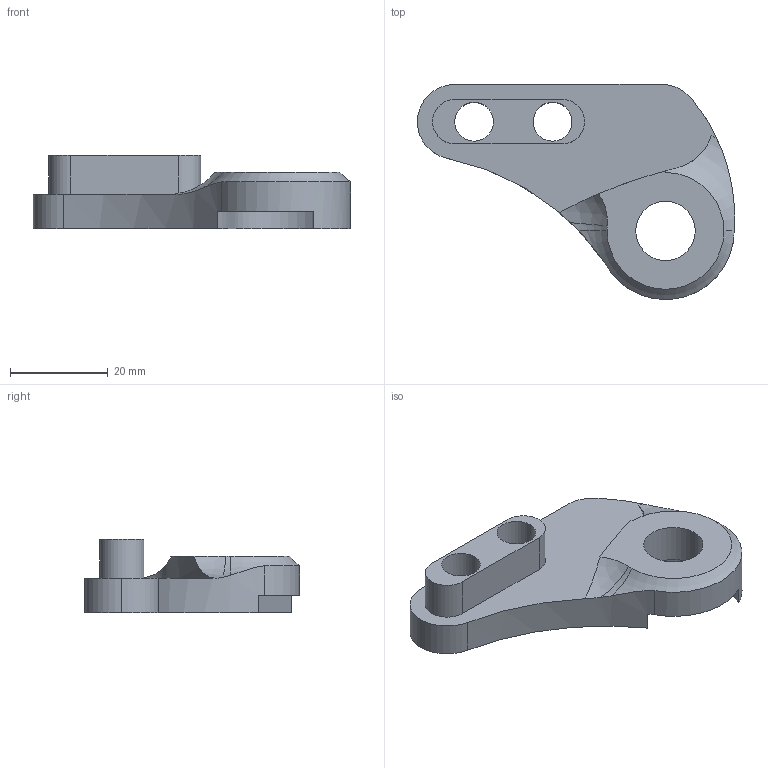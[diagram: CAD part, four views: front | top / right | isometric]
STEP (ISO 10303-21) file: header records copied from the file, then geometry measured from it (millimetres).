
FILE_DESCRIPTION (( 'STEP AP214' ), '1' );
FILE_NAME ('DR4075.STEP', '2024-09-19T16:30:46', ( '' ), ( '' ), 'SwSTEP 2.0', 'SolidWorks 2023', '' );
FILE_SCHEMA (( 'AUTOMOTIVE_DESIGN' ));
Length unit declared in the file: inch
Products named in the file (1): DR4075
Bounding box: 64.76 x 43.9 x 14.91 mm (x, y, z)
Volume: 13434.3 mm3; surface area: 6411 mm2
Topology: 1 solids, 1 shells, 36 faces, 99 edges, 66 vertices
Faces by surface type: cylinder 20, plane 12, torus 3, sphere 1
Entity records: 1260 total; most frequent: CARTESIAN_POINT 269, DIRECTION 213, ORIENTED_EDGE 198, EDGE_CURVE 99, AXIS2_PLACEMENT_3D 86, VERTEX_POINT 66, CIRCLE 49, EDGE_LOOP 43
